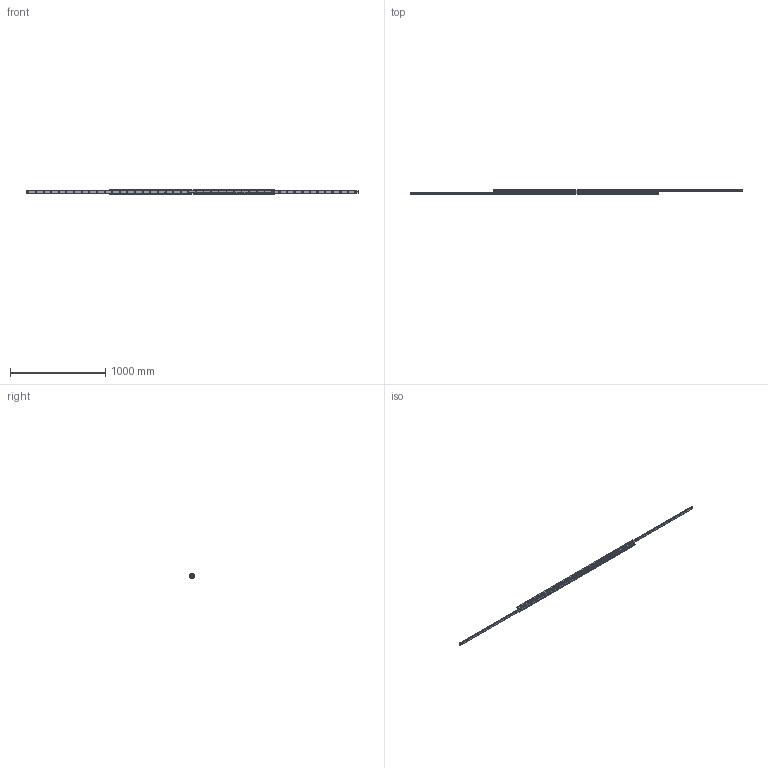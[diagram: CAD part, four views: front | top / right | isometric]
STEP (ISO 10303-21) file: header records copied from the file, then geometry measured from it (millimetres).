
FILE_DESCRIPTION((''),'2;1');
FILE_NAME('LCAH 43-1730.GD.stp','2016-01-14T16:06:43',('MRathmann'),(''),'Autodesk Inventor 2012','Autodesk Inventor 2012','');
FILE_SCHEMA(('CONFIG_CONTROL_DESIGN'));
Length unit declared in the file: millimetre
Products named in the file (9): LCAH 43-1730.GD.iam (Detailgenauigkeit1); LCH 43-1730.R; LCH 43-1730.L; LLMG 43-1730; LLMD 43-1730; KF.LCA 43-0850.GZ; + AS.L 43; + VKB.L 43 M6x4; + VKB.L 43 6x13,5
Assembly tree (16 placements, depth 2):
  LCAH 43-1730.GD.iam (Detailgenauigkeit1)
    LCH 43-1730.R
    LCH 43-1730.L
    LLMG 43-1730
    LLMD 43-1730
    KF.LCA 43-0850.GZ  x2
    + AS.L 43  x4
    + VKB.L 43 M6x4  x2
    + VKB.L 43 6x13,5  x4
Bounding box: 3486 x 44 x 43 mm (x, y, z)
Volume: 2294871 mm3; surface area: 1031088.7 mm2
Topology: 16 solids, 16 shells, 495 faces, 1328 edges, 858 vertices
Faces by surface type: cylinder 217, plane 202, cone 76
Full cylindrical faces by diameter (mm): 4.917 x24, 5.8 x4, 6 x14, 6.5 x22, 6.647 x22, 7 x4, 8.5 x22
Entity records: 11951 total; most frequent: CARTESIAN_POINT 2374, DIRECTION 2014, ORIENTED_EDGE 1644, AXIS2_PLACEMENT_3D 822, EDGE_CURVE 822, EDGE_LOOP 724, VERTEX_POINT 632, CIRCLE 430
